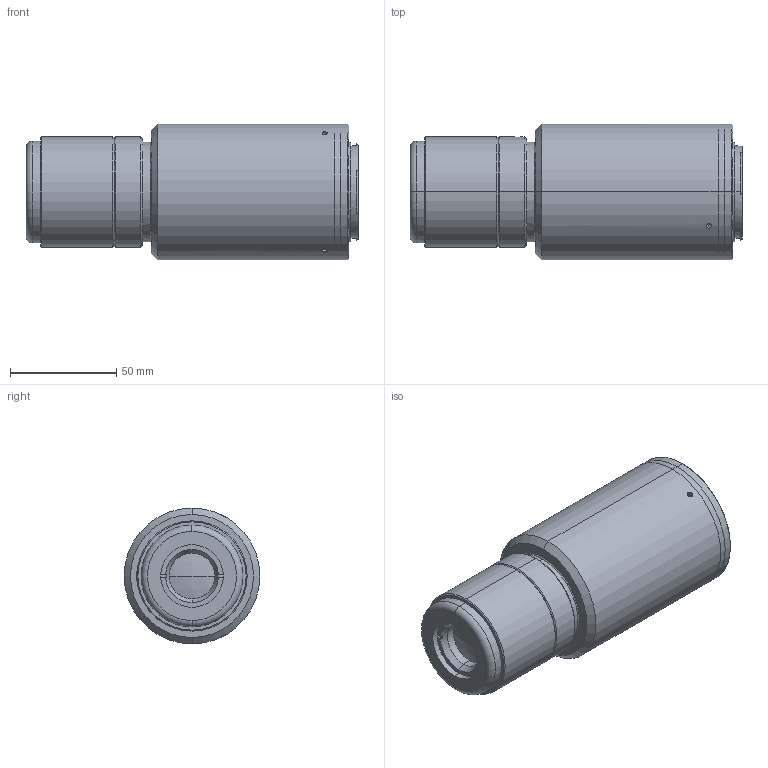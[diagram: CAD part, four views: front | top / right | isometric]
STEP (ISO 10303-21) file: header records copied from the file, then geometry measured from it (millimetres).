
FILE_DESCRIPTION (( 'STEP AP203' ), '1' );
FILE_NAME ('DP23009_MC4K125X-F.step', '2020-09-10T10:53:01', ( '' ), ( '' ), 'SwSTEP 2.0', 'SolidWorks 2020', '' );
FILE_SCHEMA (( 'CONFIG_CONTROL_DESIGN' ));
Length unit declared in the file: millimetre
Products named in the file (1): DP23009_MC4K125X-F
Bounding box: 156.46 x 64 x 64 mm (x, y, z)
Surface area: 59533.4 mm2 (no closed solid volume)
Topology: 0 solids, 9 shells, 109 faces, 302 edges, 203 vertices
Faces by surface type: cylinder 50, plane 33, cone 22, sphere 2, torus 2
Entity records: 4013 total; most frequent: CARTESIAN_POINT 1100, DIRECTION 640, ORIENTED_EDGE 516, EDGE_CURVE 302, AXIS2_PLACEMENT_3D 257, VERTEX_POINT 203, CIRCLE 147, EDGE_LOOP 130
